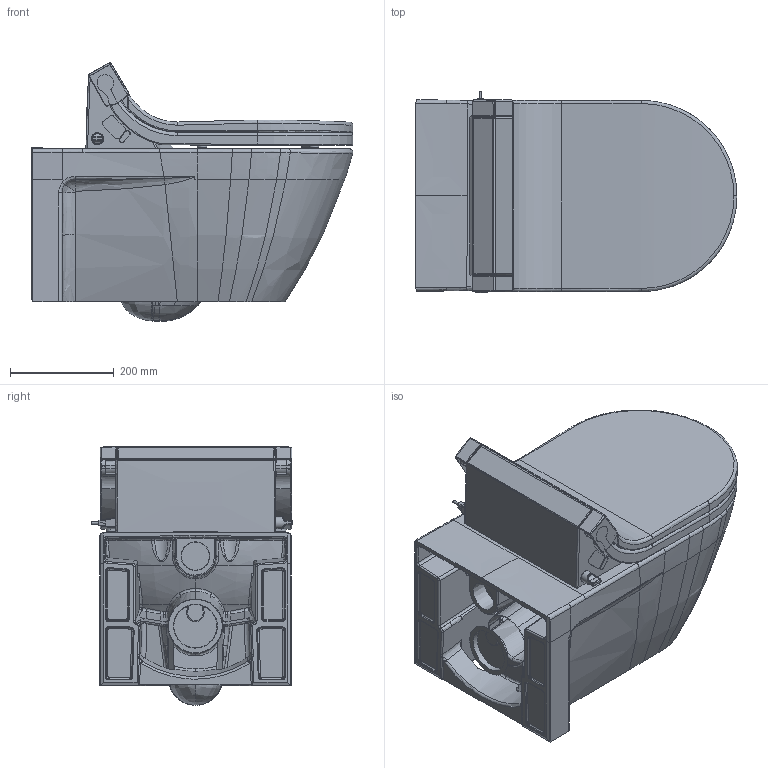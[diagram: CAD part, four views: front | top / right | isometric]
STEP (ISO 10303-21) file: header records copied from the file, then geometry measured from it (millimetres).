
FILE_DESCRIPTION((''),'2;1');
FILE_NAME('253309_610000.stp','2011-06-08T19:32:55',('Administrator'),(''),'Autodesk Inventor 2011','Autodesk Inventor 2011','');
FILE_SCHEMA(('AUTOMOTIVE_DESIGN { 1 0 10303 214 1 1 1 1 }'));
Length unit declared in the file: millimetre
Products named in the file (18): 253309_610000; 253309; 610000; F2030-1001_CASE-ASSY_ASM; 1F215-00-01_DECORATIVE-COVER; 1F219-00-01_SEAT-LID; F22030-1001_SEAT-MODULE_ASM; 1F221-A0-01_TOP-CASE; 1F218-B0-01_SEAT-BUFFER; 1F216-B0-01_INFRARED-FILTER; 103227_BUTTON-MEMBRANE; 1F214-A0-01_HINGE-COVER; 1F214-B0-01_HINGE-COVER; 1F218-A0-01_LID-BUFFER; RC-FILTER-NEW; 1F220-00-01_BODY-CASEn; 103226; SR
Assembly tree (23 placements, depth 5):
  253309_610000
    253309
    610000
      F2030-1001_CASE-ASSY_ASM
        1F215-00-01_DECORATIVE-COVER
        1F219-00-01_SEAT-LID
        F22030-1001_SEAT-MODULE_ASM
          1F221-A0-01_TOP-CASE
          1F218-B0-01_SEAT-BUFFER  x4
        1F216-B0-01_INFRARED-FILTER
        103227_BUTTON-MEMBRANE
        1F214-A0-01_HINGE-COVER
        1F214-B0-01_HINGE-COVER
        1F218-A0-01_LID-BUFFER  x4
        RC-FILTER-NEW
        1F220-00-01_BODY-CASEn
      103226
      SR
Bounding box: 620.55 x 389.04 x 498.69 mm (x, y, z)
Volume: 32107709.8 mm3; surface area: 2320169.8 mm2
Topology: 21 solids, 21 shells, 1419 faces, 3519 edges, 2110 vertices
Faces by surface type: bspline 814, cylinder 249, plane 241, torus 67, sphere 30, cone 18
Full cylindrical faces by diameter (mm): 5.264 x1, 15.2 x8, 16 x2, 20 x1, 23 x1
Entity records: 123468 total; most frequent: CARTESIAN_POINT 95335, ORIENTED_EDGE 6670, DIRECTION 4348, EDGE_CURVE 3335, VERTEX_POINT 2033, AXIS2_PLACEMENT_3D 1800, EDGE_LOOP 1400, B_SPLINE_CURVE_WITH_KNOTS 1363
